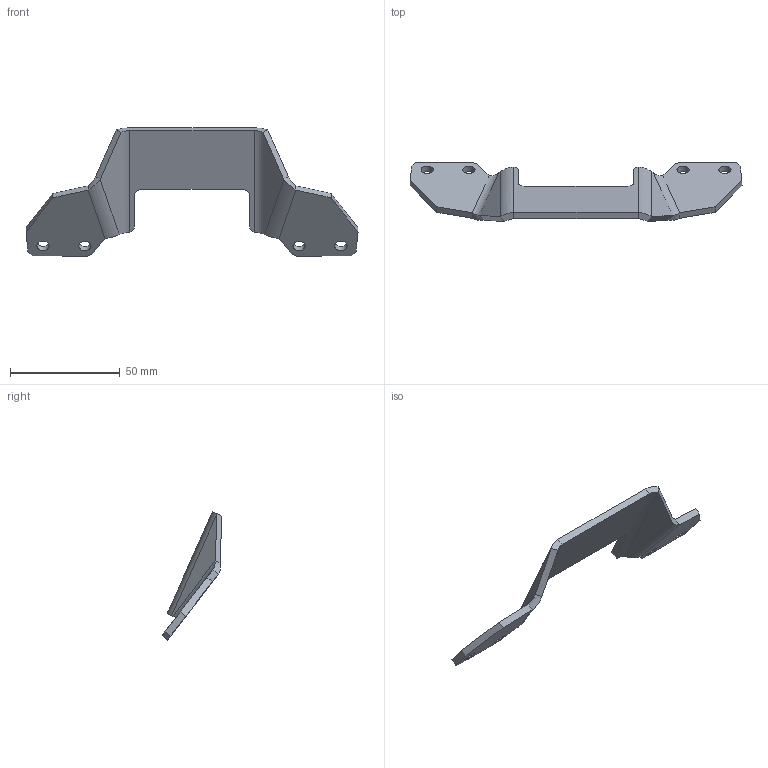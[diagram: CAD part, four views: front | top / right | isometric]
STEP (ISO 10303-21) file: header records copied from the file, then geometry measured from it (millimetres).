
FILE_DESCRIPTION(/* description */ (''),/* implementation_level */ '2;1');
FILE_NAME(/* name */ 'ar500_125_x2_bent feeder wedge.step',/* time_stamp */ '2024-01-01T02:07:52-05:00',/* author */ (''),/* organization */ (''),/* preprocessor_version */ 'ST-DEVELOPER v20',/* originating_system */ 'Autodesk Translation Framework v12.14.0.127',/* authorisation */ '');
FILE_SCHEMA (('AUTOMOTIVE_DESIGN { 1 0 10303 214 3 1 1 }'));
Length unit declared in the file: inch
Products named in the file (1): feeder wedge
Bounding box: 151.3 x 27.25 x 58.45 mm (x, y, z)
Volume: 16616.7 mm3; surface area: 12062.8 mm2
Topology: 1 solids, 1 shells, 56 faces, 134 edges, 80 vertices
Faces by surface type: plane 36, cylinder 12, bspline 8
Entity records: 1737 total; most frequent: CARTESIAN_POINT 435, ORIENTED_EDGE 268, DIRECTION 244, EDGE_CURVE 134, LINE 98, VECTOR 98, VERTEX_POINT 80, AXIS2_PLACEMENT_3D 73
